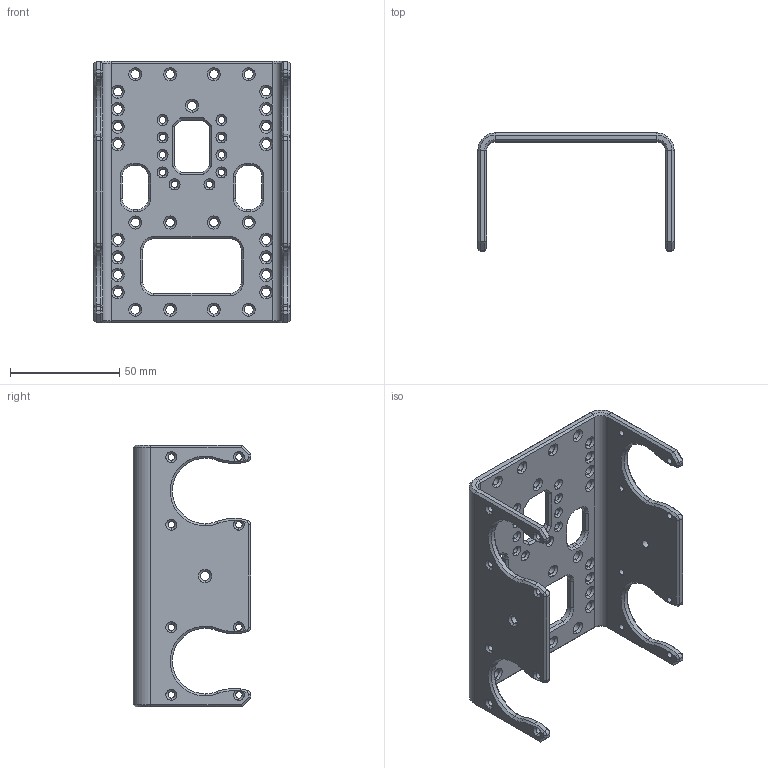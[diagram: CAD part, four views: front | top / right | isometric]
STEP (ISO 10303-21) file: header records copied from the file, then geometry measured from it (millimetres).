
FILE_DESCRIPTION (( 'STEP AP214' ), '1' );
FILE_NAME ('plaque_base_1.STEP', '2019-10-21T21:21:16', ( '' ), ( '' ), 'SwSTEP 2.0', 'SolidWorks 2014', '' );
FILE_SCHEMA (( 'AUTOMOTIVE_DESIGN' ));
Length unit declared in the file: millimetre
Products named in the file (1): plaque_base_1
Bounding box: 90 x 54 x 120 mm (x, y, z)
Volume: 62422.9 mm3; surface area: 37507.8 mm2
Topology: 1 solids, 1 shells, 490 faces, 1226 edges, 714 vertices
Faces by surface type: cone 210, cylinder 162, plane 118
Entity records: 14802 total; most frequent: DIRECTION 2754, CARTESIAN_POINT 2535, ORIENTED_EDGE 2452, EDGE_CURVE 1226, AXIS2_PLACEMENT_3D 1053, VERTEX_POINT 714, VECTOR 648, LINE 648
